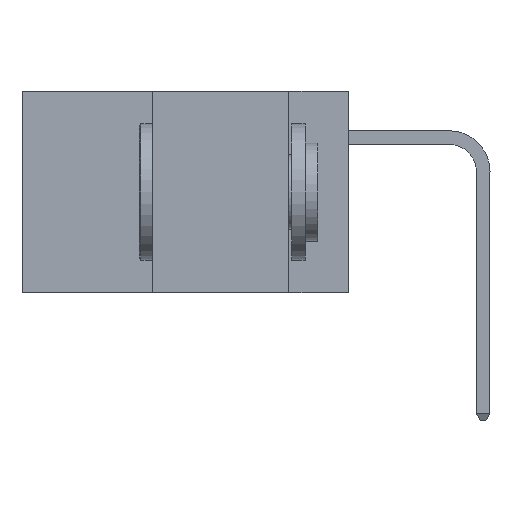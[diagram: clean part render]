
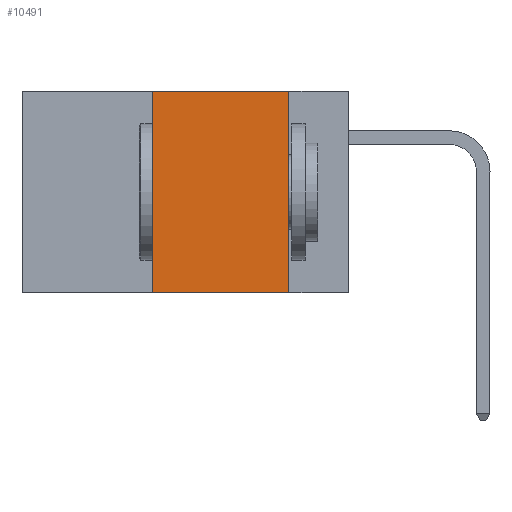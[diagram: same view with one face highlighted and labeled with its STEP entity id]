
A CAD part, left-side view. The second image highlights one B-rep face of the part: STEP entity #10491.
In plain terms, the highlighted planar face has unit normal (-1, 0, 0).
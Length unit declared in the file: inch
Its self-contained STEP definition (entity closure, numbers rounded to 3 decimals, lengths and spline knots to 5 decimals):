
#292 = VECTOR ( 'NONE', #9378, 39.37008 ) ;
#305 = CARTESIAN_POINT ( 'NONE',  ( 0., 0.11, 0. ) ) ;
#562 = EDGE_CURVE ( 'NONE', #5217, #3528, #9117, .T. ) ;
#654 = DIRECTION ( 'NONE',  ( 0., 0., -1. ) ) ;
#1241 = EDGE_CURVE ( 'NONE', #11948, #3448, #12475, .T. ) ;
#1285 = EDGE_CURVE ( 'NONE', #11948, #3528, #3331, .T. ) ;
#1456 = ORIENTED_EDGE ( 'NONE', *, *, #5228, .F. ) ;
#1836 = CARTESIAN_POINT ( 'NONE',  ( 0., 0.11, -0.37 ) ) ;
#3315 = CARTESIAN_POINT ( 'NONE',  ( 0., 0.36, 0. ) ) ;
#3331 = LINE ( 'NONE', #10596, #292 ) ;
#3448 = VERTEX_POINT ( 'NONE', #8089 ) ;
#3528 = VERTEX_POINT ( 'NONE', #1836 ) ;
#4162 = ORIENTED_EDGE ( 'NONE', *, *, #562, .F. ) ;
#4937 = DIRECTION ( 'NONE',  ( 0., -1., 0. ) ) ;
#5217 = VERTEX_POINT ( 'NONE', #305 ) ;
#5228 = EDGE_CURVE ( 'NONE', #3448, #5217, #10754, .T. ) ;
#6269 = PLANE ( 'NONE',  #10462 ) ;
#6306 = CARTESIAN_POINT ( 'NONE',  ( 0., 0.6, 0. ) ) ;
#7352 = DIRECTION ( 'NONE',  ( 1., 0., 0. ) ) ;
#7653 = VECTOR ( 'NONE', #4937, 39.37008 ) ;
#8080 = CARTESIAN_POINT ( 'NONE',  ( 0., 0.6, 0. ) ) ;
#8089 = CARTESIAN_POINT ( 'NONE',  ( 0., 0.36, 0. ) ) ;
#8640 = DIRECTION ( 'NONE',  ( 0., 0., 1. ) ) ;
#8676 = ORIENTED_EDGE ( 'NONE', *, *, #1285, .T. ) ;
#8777 = VECTOR ( 'NONE', #11630, 39.37008 ) ;
#9117 = LINE ( 'NONE', #12112, #8777 ) ;
#9378 = DIRECTION ( 'NONE',  ( 0., -1., 0. ) ) ;
#9808 = CARTESIAN_POINT ( 'NONE',  ( 0., 0.36, -0.37 ) ) ;
#10161 = FACE_OUTER_BOUND ( 'NONE', #12568, .T. ) ;
#10462 = AXIS2_PLACEMENT_3D ( 'NONE', #6306, #7352, #654 ) ;
#10491 = ADVANCED_FACE ( 'NONE', ( #10161 ), #6269, .F. ) ;
#10596 = CARTESIAN_POINT ( 'NONE',  ( 0., 0.6, -0.37 ) ) ;
#10754 = LINE ( 'NONE', #8080, #7653 ) ;
#11630 = DIRECTION ( 'NONE',  ( 0., 0., -1. ) ) ;
#11948 = VERTEX_POINT ( 'NONE', #9808 ) ;
#12112 = CARTESIAN_POINT ( 'NONE',  ( 0., 0.11, 0. ) ) ;
#12147 = VECTOR ( 'NONE', #8640, 39.37008 ) ;
#12475 = LINE ( 'NONE', #3315, #12147 ) ;
#12568 = EDGE_LOOP ( 'NONE', ( #4162, #1456, #13500, #8676 ) ) ;
#13500 = ORIENTED_EDGE ( 'NONE', *, *, #1241, .F. ) ;
